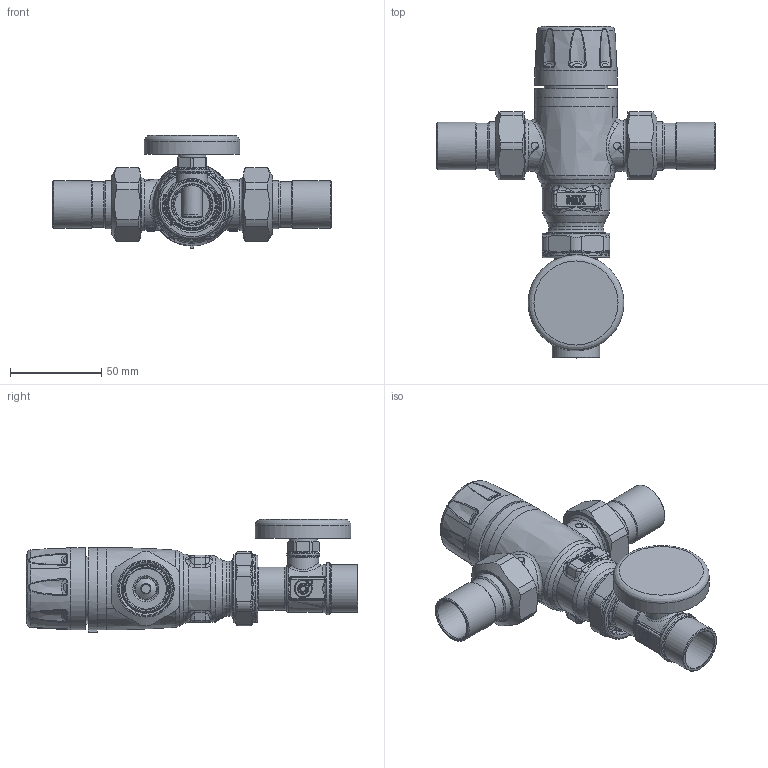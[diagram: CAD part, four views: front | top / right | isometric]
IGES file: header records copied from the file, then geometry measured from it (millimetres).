
Global section: file name: 521519AC; native system: Autodesk Inventor 2024; preprocessor: unknown; author: ischreiner; date: 20250625.081209; units: inch
Bounding box: 152.25 x 181.55 x 61.89 mm (x, y, z)
Volume: 266437.2 mm3; surface area: 76175.7 mm2
Topology: 13 solids, 13 shells, 2298 faces, 5639 edges, 3288 vertices
Faces by surface type: bspline 2298
